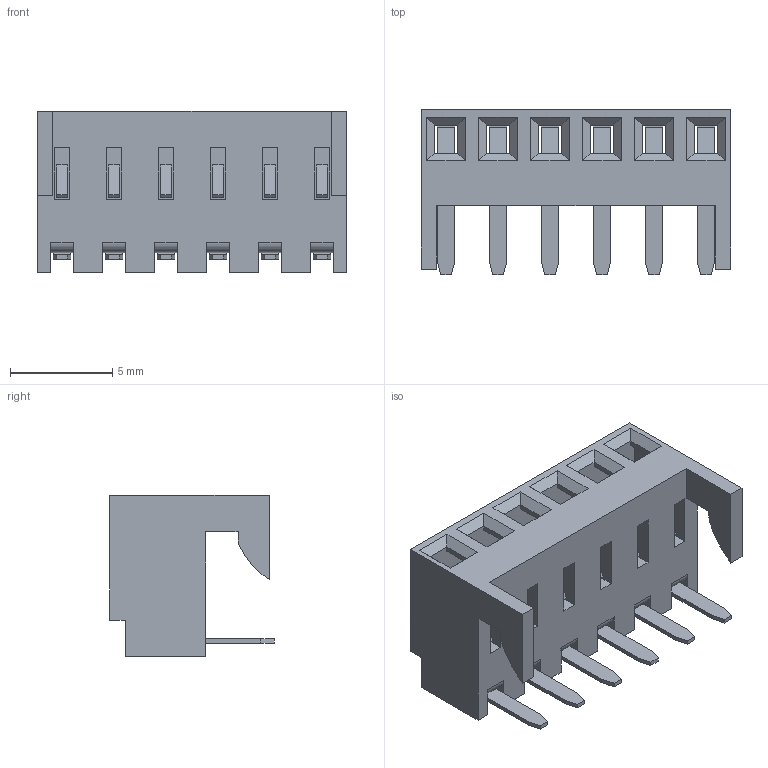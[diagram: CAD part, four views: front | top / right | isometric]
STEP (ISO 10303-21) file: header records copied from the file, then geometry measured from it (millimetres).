
FILE_DESCRIPTION((''),'2;1');
FILE_NAME('022162060','2014-10-13T',('me'),(''),'PRO/ENGINEER BY PARAMETRIC TECHNOLOGY CORPORATION, 2011490','PRO/ENGINEER BY PARAMETRIC TECHNOLOGY CORPORATION, 2011490','');
FILE_SCHEMA(('CONFIG_CONTROL_DESIGN'));
Length unit declared in the file: inch
Products named in the file (1): 022162060
Bounding box: 15.14 x 8.05 x 7.87 mm (x, y, z)
Volume: 241.2 mm3; surface area: 926 mm2
Topology: 1 solids, 1 shells, 296 faces, 838 edges, 550 vertices
Faces by surface type: plane 238, cylinder 58
Entity records: 9529 total; most frequent: CARTESIAN_POINT 1674, ORIENTED_EDGE 1652, DIRECTION 1562, EDGE_CURVE 826, VECTOR 710, LINE 710, VERTEX_POINT 538, AXIS2_PLACEMENT_3D 426
